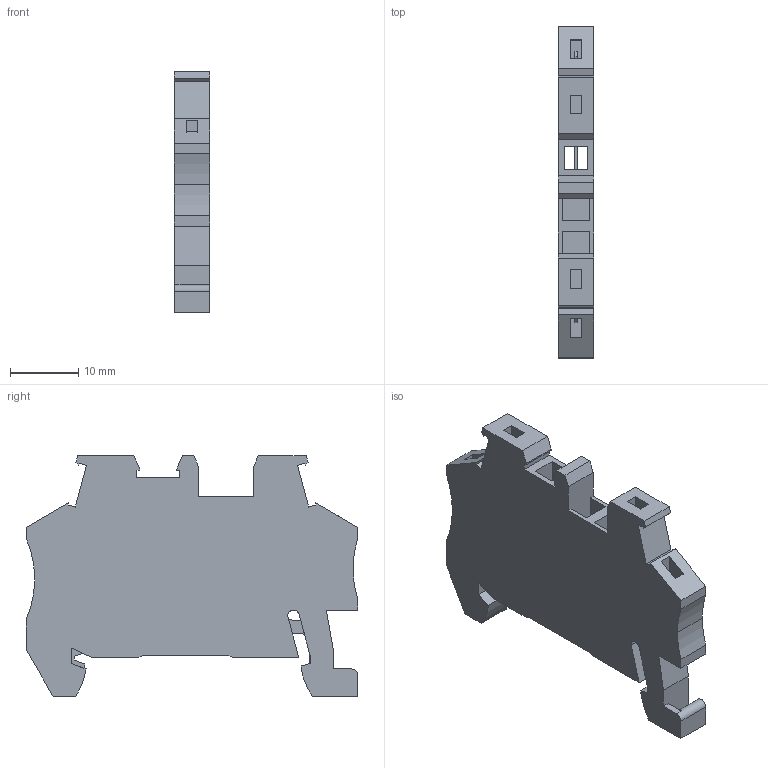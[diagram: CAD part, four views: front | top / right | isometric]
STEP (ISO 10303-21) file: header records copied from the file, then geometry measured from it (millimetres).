
FILE_DESCRIPTION(('HOOPS Exchange Step'),'2;1');
FILE_NAME('export-59944F5B-4B24-4CA5-A8C2-F6219E317E1D.stp','2021-05-01T15:23:11+02:00',('Engineering'),('Alibre'),'HOOPS Exchange 2020.1','Alibre','Unknown authorisation');
FILE_SCHEMA( ('AP242_MANAGED_MODEL_BASED_3D_ENGINEERING_MIM_LF {1 0 10303 442 1 1 4 }') );
Length unit declared in the file: millimetre
Products named in the file (2): 5594-1 DinRail End clamp - CLIPFIX 35-5 - 3022276; 5594 DinRail End clamp - CLIPFIX 35-5 - 3022276
Assembly tree (1 placements, depth 2):
  5594 DinRail End clamp - CLIPFIX 35-5 - 3022276
    5594-1 DinRail End clamp - CLIPFIX 35-5 - 3022276
Bounding box: 5.15 x 48.6 x 35.25 mm (x, y, z)
Volume: 5714 mm3; surface area: 4633.1 mm2
Topology: 1 solids, 1 shells, 140 faces, 399 edges, 266 vertices
Faces by surface type: plane 128, cylinder 12
Entity records: 4599 total; most frequent: CARTESIAN_POINT 810, ORIENTED_EDGE 798, DIRECTION 714, EDGE_CURVE 399, VECTOR 374, LINE 374, VERTEX_POINT 266, AXIS2_PLACEMENT_3D 170
